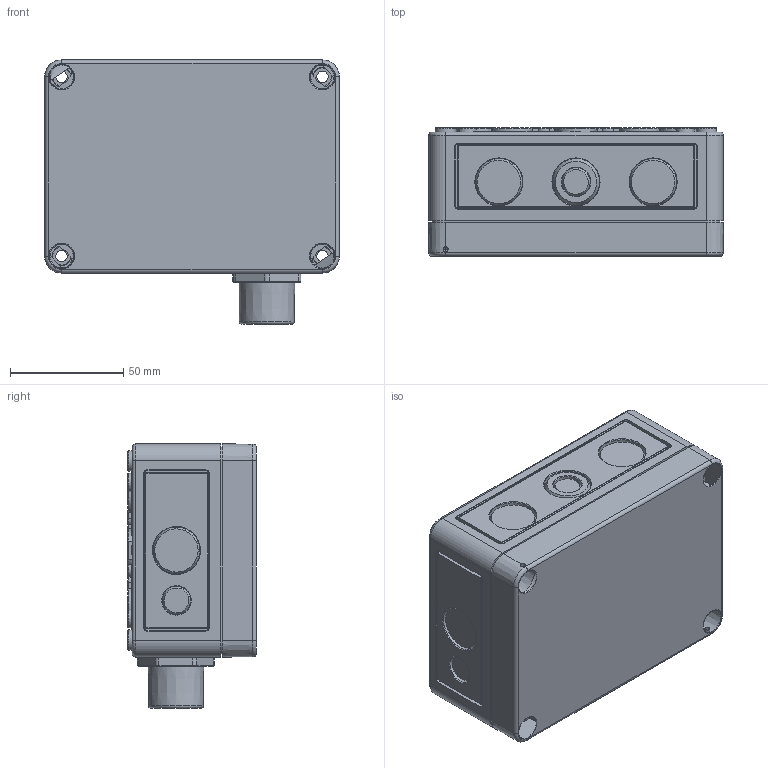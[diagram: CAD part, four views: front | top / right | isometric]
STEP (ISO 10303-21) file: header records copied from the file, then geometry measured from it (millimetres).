
FILE_DESCRIPTION(('FreeCAD Model'),'2;1');
FILE_NAME('Open CASCADE Shape Model','2024-01-24T12:14:57',(''),(''), 'Open CASCADE STEP processor 7.6','FreeCAD','Unknown');
FILE_SCHEMA(('AUTOMOTIVE_DESIGN { 1 0 10303 214 1 1 1 1 }'));
Length unit declared in the file: millimetre
Products named in the file (4): 127-409-031; 127-409-28; 127-409-029; 127-409-030
Assembly tree (3 placements, depth 2):
  127-409-031
    127-409-28
    127-409-029
    127-409-030
Bounding box: 130 x 56.7 x 116.5 mm (x, y, z)
Volume: 148579.6 mm3; surface area: 123006.4 mm2
Topology: 3 solids, 3 shells, 1441 faces, 3502 edges, 2166 vertices
Faces by surface type: plane 448, cylinder 337, torus 263, cone 192, bspline 189, sphere 12
Full cylindrical faces by diameter (mm): 2.2 x2, 3 x2, 4 x8, 5 x8, 8.5 x4, 10 x1, 12.5 x4, 16 x1, 20.5 x1, 20.7 x7, 21.3 x1, 25.2 x1, 25.5 x3
Entity records: 59838 total; most frequent: CARTESIAN_POINT 26398, ORIENTED_EDGE 7004, DIRECTION 6978, EDGE_CURVE 3502, AXIS2_PLACEMENT_3D 2741, VERTEX_POINT 2166, FACE_BOUND 1562, EDGE_LOOP 1562
